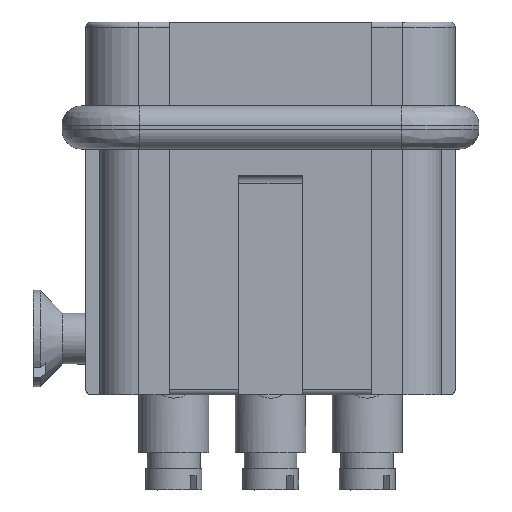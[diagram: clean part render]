
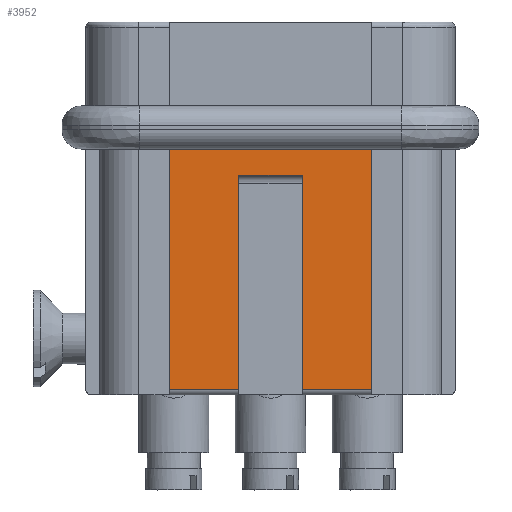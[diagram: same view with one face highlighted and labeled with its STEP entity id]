
A CAD part, front view. The second image highlights one B-rep face of the part: STEP entity #3952.
In plain terms, the highlighted planar face has unit normal (0, -1, 0).
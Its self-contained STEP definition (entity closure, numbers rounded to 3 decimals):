
#3398=FACE_OUTER_BOUND('',#7457,.T.);
#3952=ADVANCED_FACE('',(#3398),#4524,.T.);
#4524=PLANE('',#14948);
#5463=LINE('',#20686,#6461);
#5464=LINE('',#20689,#6462);
#5465=LINE('',#20691,#6463);
#5466=LINE('',#20693,#6464);
#5467=LINE('',#20695,#6465);
#5468=LINE('',#20697,#6466);
#5469=LINE('',#20699,#6467);
#5470=LINE('',#20701,#6468);
#6461=VECTOR('',#16390,1.);
#6462=VECTOR('',#16391,1.);
#6463=VECTOR('',#16392,1.);
#6464=VECTOR('',#16393,1.);
#6465=VECTOR('',#16394,1.);
#6466=VECTOR('',#16395,1.);
#6467=VECTOR('',#16396,1.);
#6468=VECTOR('',#16397,1.);
#7457=EDGE_LOOP('',(#8604,#8605,#8606,#8607,#8608,#8609,#8610,#8611));
#8604=ORIENTED_EDGE('',*,*,#12785,.T.);
#8605=ORIENTED_EDGE('',*,*,#12786,.T.);
#8606=ORIENTED_EDGE('',*,*,#12787,.T.);
#8607=ORIENTED_EDGE('',*,*,#12788,.T.);
#8608=ORIENTED_EDGE('',*,*,#12789,.T.);
#8609=ORIENTED_EDGE('',*,*,#12790,.T.);
#8610=ORIENTED_EDGE('',*,*,#12791,.T.);
#8611=ORIENTED_EDGE('',*,*,#12792,.T.);
#11616=VERTEX_POINT('',#20687);
#11617=VERTEX_POINT('',#20688);
#11618=VERTEX_POINT('',#20690);
#11619=VERTEX_POINT('',#20692);
#11620=VERTEX_POINT('',#20694);
#11621=VERTEX_POINT('',#20696);
#11622=VERTEX_POINT('',#20698);
#11623=VERTEX_POINT('',#20700);
#12785=EDGE_CURVE('',#11616,#11617,#5463,.T.);
#12786=EDGE_CURVE('',#11617,#11618,#5464,.T.);
#12787=EDGE_CURVE('',#11618,#11619,#5465,.T.);
#12788=EDGE_CURVE('',#11619,#11620,#5466,.T.);
#12789=EDGE_CURVE('',#11620,#11621,#5467,.T.);
#12790=EDGE_CURVE('',#11621,#11622,#5468,.T.);
#12791=EDGE_CURVE('',#11622,#11623,#5469,.T.);
#12792=EDGE_CURVE('',#11623,#11616,#5470,.T.);
#14948=AXIS2_PLACEMENT_3D('',#20702,#16398,#16399);
#16390=DIRECTION('',(0.,0.,1.));
#16391=DIRECTION('',(-1.,0.,0.));
#16392=DIRECTION('',(0.,0.,-1.));
#16393=DIRECTION('',(1.,0.,0.));
#16394=DIRECTION('',(0.,0.,1.));
#16395=DIRECTION('',(1.,0.,0.));
#16396=DIRECTION('',(0.,0.,-1.));
#16397=DIRECTION('',(1.,0.,0.));
#16398=DIRECTION('',(0.,-1.,0.));
#16399=DIRECTION('',(1.,0.,0.));
#20686=CARTESIAN_POINT('',(5.75,-10.5,-2.9));
#20687=CARTESIAN_POINT('',(5.75,-10.5,-2.9));
#20688=CARTESIAN_POINT('',(5.75,-10.5,10.775));
#20689=CARTESIAN_POINT('',(-7.5,-10.5,10.775));
#20690=CARTESIAN_POINT('',(-5.75,-10.5,10.775));
#20691=CARTESIAN_POINT('',(-5.75,-10.5,10.9));
#20692=CARTESIAN_POINT('',(-5.75,-10.5,-2.9));
#20693=CARTESIAN_POINT('',(-5.75,-10.5,-2.9));
#20694=CARTESIAN_POINT('',(-1.8,-10.5,-2.9));
#20695=CARTESIAN_POINT('',(-1.8,-10.5,-2.9));
#20696=CARTESIAN_POINT('',(-1.8,-10.5,9.3));
#20697=CARTESIAN_POINT('',(-1.8,-10.5,9.3));
#20698=CARTESIAN_POINT('',(1.8,-10.5,9.3));
#20699=CARTESIAN_POINT('',(1.8,-10.5,9.3));
#20700=CARTESIAN_POINT('',(1.8,-10.5,-2.9));
#20701=CARTESIAN_POINT('',(1.8,-10.5,-2.9));
#20702=CARTESIAN_POINT('',(-7.5,-10.5,-3.2));
